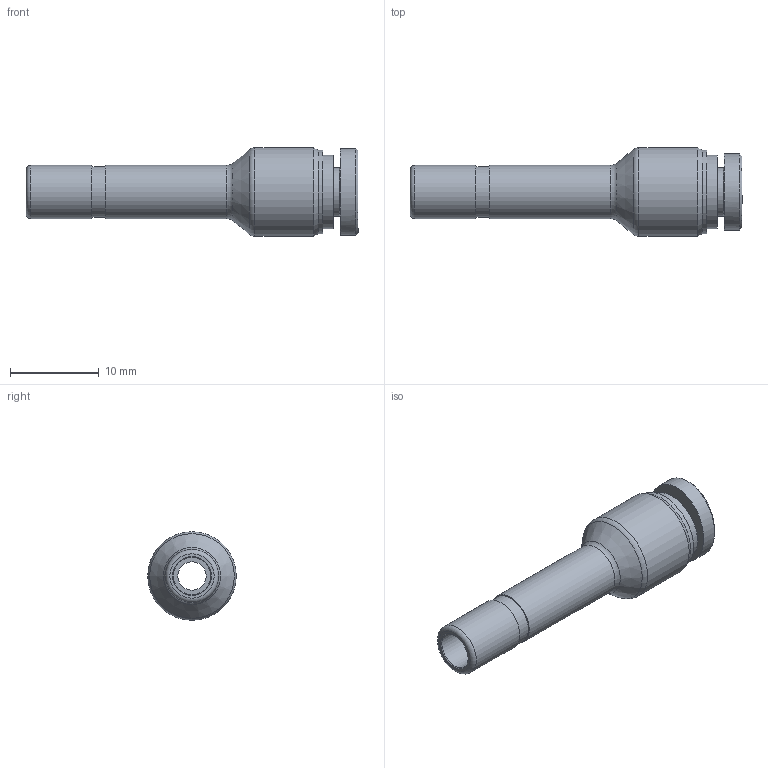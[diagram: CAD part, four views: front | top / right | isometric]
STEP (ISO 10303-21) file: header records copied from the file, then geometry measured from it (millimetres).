
FILE_DESCRIPTION((''),'2;1');
FILE_NAME('F-PGJ 0604.stp','2020-11-24T17:14:05',('Administrator'),(''),'Autodesk Inventor 2013','Autodesk Inventor 2013','');
FILE_SCHEMA(('CONFIG_CONTROL_DESIGN'));
Length unit declared in the file: millimetre
Products named in the file (3): 조립품8; F-PGJ 0604 BODY; F-SLEEVE 04(SUS)
Assembly tree (2 placements, depth 2):
  조립품8
    F-PGJ 0604 BODY
    F-SLEEVE 04(SUS)
Bounding box: 37.5 x 10 x 10 mm (x, y, z)
Volume: 1096.2 mm3; surface area: 1607.4 mm2
Topology: 2 solids, 2 shells, 167 faces, 425 edges, 281 vertices
Faces by surface type: plane 97, bspline 51, cylinder 11, cone 5, torus 3
Full cylindrical faces by diameter (mm): 3.2 x1, 4.15 x1, 4.2 x2, 5.5 x1, 5.7 x1, 6 x2, 8.3 x1, 9.4 x1, 10 x1
Entity records: 5122 total; most frequent: CARTESIAN_POINT 1413, ORIENTED_EDGE 802, DIRECTION 572, EDGE_CURVE 401, VERTEX_POINT 277, VECTOR 272, LINE 272, EDGE_LOOP 210
